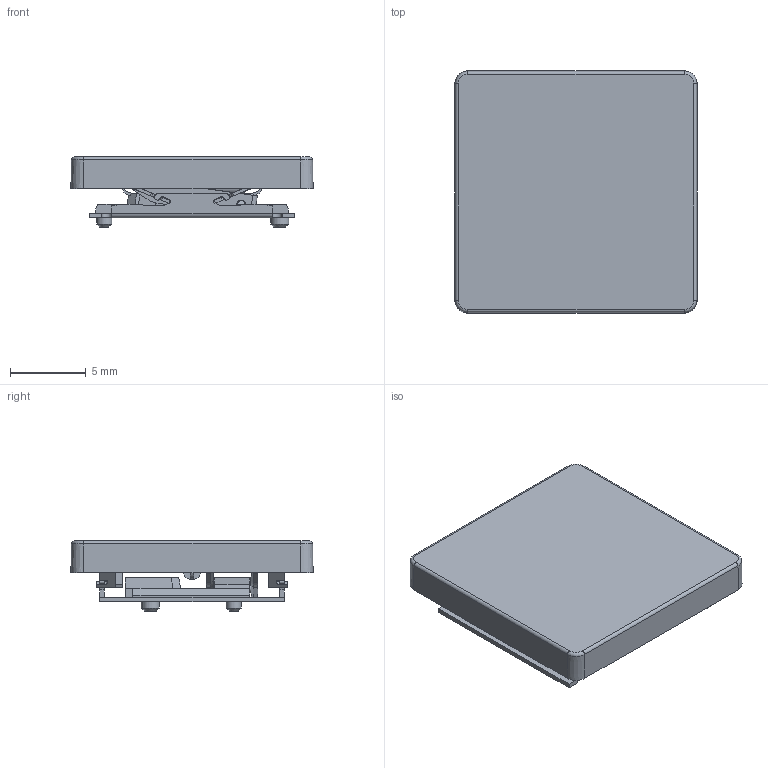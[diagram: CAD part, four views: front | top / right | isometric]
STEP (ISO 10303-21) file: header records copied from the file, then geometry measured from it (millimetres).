
FILE_DESCRIPTION(/* description */ ('STEP AP214'),/* implementation_level */ '2;1');
FILE_NAME(/* name */ 'PG1316S-corrected v2.step',/* time_stamp */ '2024-10-22T00:10:22+02:00',/* author */ (''),/* organization */ (''),/* preprocessor_version */ 'ST-DEVELOPER v20',/* originating_system */ 'Autodesk Translation Framework v13.20.0.188',/* authorisation */ '');
FILE_SCHEMA (('AUTOMOTIVE_DESIGN { 1 0 10303 214 3 1 1 }'));
Length unit declared in the file: millimetre
Products named in the file (10): PG1316S--×°ÅäÌå; 1316S-»ù×ù¿¨¼þ; PG1316S-»ù×ù; Çý¶¯¸Ë; Æ½ºâ¼Ü; À­»É; PG1316S-¶¯½Ó´¥Æ¬-´
ø´¥µã; PG1316S-¾²Æ¬-´ø´¥µ
ã; Æ½ºâ¼Ü-B; ¼üÃ±
Assembly tree (9 placements, depth 2):
  PG1316S--×°ÅäÌå
    1316S-»ù×ù¿¨¼þ
    PG1316S-»ù×ù
    Çý¶¯¸Ë
    Æ½ºâ¼Ü
    À­»É
    PG1316S-¶¯½Ó´¥Æ¬-´
ø´¥µã
    PG1316S-¾²Æ¬-´ø´¥µ
ã
    Æ½ºâ¼Ü-B
    ¼üÃ±
Bounding box: 16 x 16 x 4.63 mm (x, y, z)
Volume: 399.6 mm3; surface area: 1559.8 mm2
Topology: 9 solids, 11 shells, 727 faces, 2059 edges, 1356 vertices
Faces by surface type: plane 491, cylinder 222, cone 10, torus 4
Full cylindrical faces by diameter (mm): 0.5 x1, 0.56 x2, 0.8 x4, 1 x3, 1.2 x1
Entity records: 23970 total; most frequent: CARTESIAN_POINT 4315, ORIENTED_EDGE 4118, DIRECTION 4003, EDGE_CURVE 2059, LINE 1555, VECTOR 1555, VERTEX_POINT 1356, AXIS2_PLACEMENT_3D 1224
